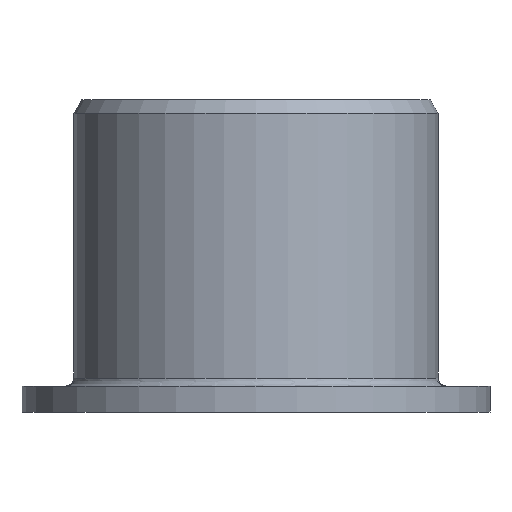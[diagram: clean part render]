
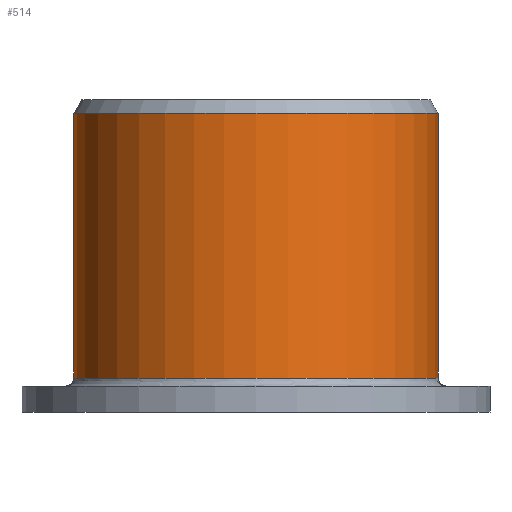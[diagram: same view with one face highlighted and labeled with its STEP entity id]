
A CAD part, front view. The second image highlights one B-rep face of the part: STEP entity #514.
In plain terms, the highlighted cylindrical face has radius 11.113 mm (diameter 22.225 mm), a partial arc.
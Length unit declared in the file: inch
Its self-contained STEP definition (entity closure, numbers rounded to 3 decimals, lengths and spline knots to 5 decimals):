
#2 = VECTOR ( 'NONE', #472, 39.37008 ) ;
#26 = AXIS2_PLACEMENT_3D ( 'NONE', #458, #317, #501 ) ;
#28 = CARTESIAN_POINT ( 'NONE',  ( -0.4375, 0., 0.7185 ) ) ;
#35 = CARTESIAN_POINT ( 'NONE',  ( 0.4375, 0., 0.08169 ) ) ;
#49 = AXIS2_PLACEMENT_3D ( 'NONE', #380, #99, #431 ) ;
#67 = AXIS2_PLACEMENT_3D ( 'NONE', #80, #316, #509 ) ;
#76 = CARTESIAN_POINT ( 'NONE',  ( 0.4375, 0., 0.40009 ) ) ;
#80 = CARTESIAN_POINT ( 'NONE',  ( 0., 0., 0.40009 ) ) ;
#84 = ORIENTED_EDGE ( 'NONE', *, *, #306, .F. ) ;
#99 = DIRECTION ( 'NONE',  ( 0., 0., 1. ) ) ;
#106 = EDGE_CURVE ( 'NONE', #185, #540, #471, .T. ) ;
#128 = LINE ( 'NONE', #376, #2 ) ;
#156 = LINE ( 'NONE', #76, #578 ) ;
#162 = VERTEX_POINT ( 'NONE', #28 ) ;
#181 = ORIENTED_EDGE ( 'NONE', *, *, #106, .T. ) ;
#185 = VERTEX_POINT ( 'NONE', #555 ) ;
#188 = ORIENTED_EDGE ( 'NONE', *, *, #554, .T. ) ;
#260 = CARTESIAN_POINT ( 'NONE',  ( 0.4375, 0., 0.7185 ) ) ;
#306 = EDGE_CURVE ( 'NONE', #185, #162, #128, .T. ) ;
#316 = DIRECTION ( 'NONE',  ( 0., 0., 1. ) ) ;
#317 = DIRECTION ( 'NONE',  ( 0., 0., 1. ) ) ;
#322 = CYLINDRICAL_SURFACE ( 'NONE', #67, 0.4375 ) ;
#367 = FACE_OUTER_BOUND ( 'NONE', #526, .T. ) ;
#376 = CARTESIAN_POINT ( 'NONE',  ( -0.4375, 0., 0.40009 ) ) ;
#380 = CARTESIAN_POINT ( 'NONE',  ( 0., 0., 0.08169 ) ) ;
#417 = DIRECTION ( 'NONE',  ( 0., 0., 1. ) ) ;
#420 = VERTEX_POINT ( 'NONE', #260 ) ;
#431 = DIRECTION ( 'NONE',  ( 1., 0., 0. ) ) ;
#458 = CARTESIAN_POINT ( 'NONE',  ( 0., 0., 0.7185 ) ) ;
#471 = CIRCLE ( 'NONE', #49, 0.4375 ) ;
#472 = DIRECTION ( 'NONE',  ( 0., 0., 1. ) ) ;
#501 = DIRECTION ( 'NONE',  ( 1., 0., 0. ) ) ;
#509 = DIRECTION ( 'NONE',  ( 1., 0., 0. ) ) ;
#514 = ADVANCED_FACE ( 'NONE', ( #367 ), #322, .T. ) ;
#523 = CIRCLE ( 'NONE', #26, 0.4375 ) ;
#524 = ORIENTED_EDGE ( 'NONE', *, *, #596, .F. ) ;
#526 = EDGE_LOOP ( 'NONE', ( #84, #181, #188, #524 ) ) ;
#540 = VERTEX_POINT ( 'NONE', #35 ) ;
#554 = EDGE_CURVE ( 'NONE', #540, #420, #156, .T. ) ;
#555 = CARTESIAN_POINT ( 'NONE',  ( -0.4375, 0., 0.08169 ) ) ;
#578 = VECTOR ( 'NONE', #417, 39.37008 ) ;
#596 = EDGE_CURVE ( 'NONE', #162, #420, #523, .T. ) ;
